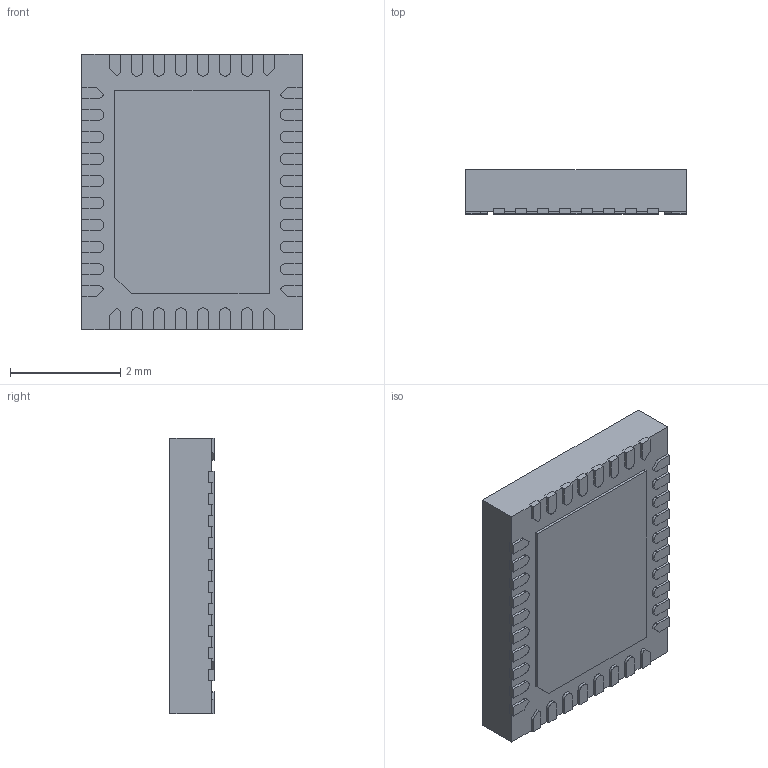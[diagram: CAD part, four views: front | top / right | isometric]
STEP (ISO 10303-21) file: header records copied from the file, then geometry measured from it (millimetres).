
FILE_DESCRIPTION (( 'STEP AP214' ), '1' );
FILE_NAME ('REE36.STEP', '2024-03-20T18:30:48', ( '' ), ( '' ), 'SwSTEP 2.0', 'SolidWorks 2021', '' );
FILE_SCHEMA (( 'AUTOMOTIVE_DESIGN' ));
Length unit declared in the file: millimetre
Products named in the file (1): REE36
Bounding box: 4 x 0.8 x 5 mm (x, y, z)
Volume: 15.6 mm3; surface area: 87.4 mm2
Topology: 39 solids, 39 shells, 414 faces, 1002 edges, 668 vertices
Faces by surface type: plane 326, cylinder 88
Entity records: 12378 total; most frequent: CARTESIAN_POINT 2085, DIRECTION 2008, ORIENTED_EDGE 2004, EDGE_CURVE 1002, LINE 826, VECTOR 826, VERTEX_POINT 668, AXIS2_PLACEMENT_3D 591
